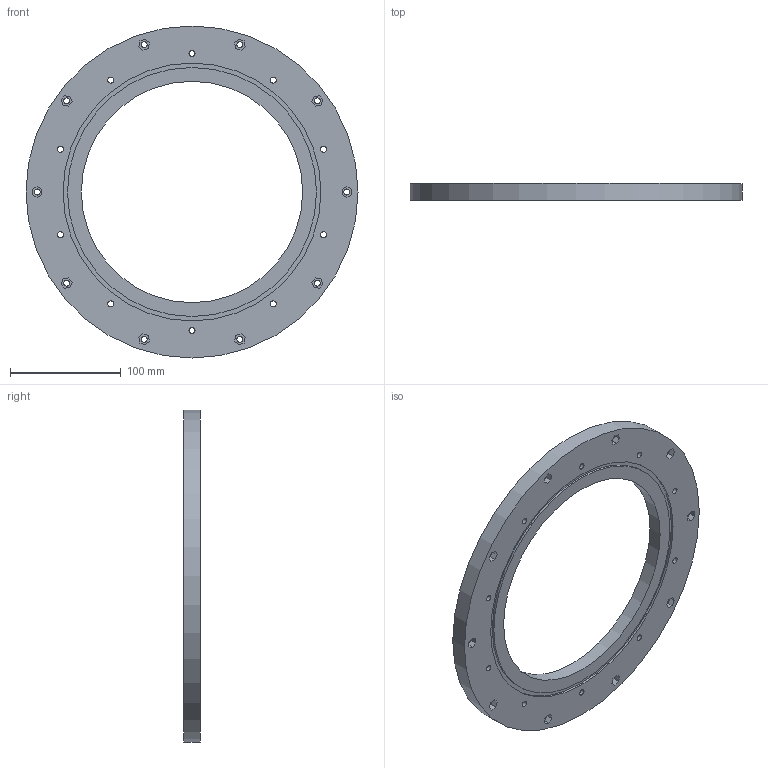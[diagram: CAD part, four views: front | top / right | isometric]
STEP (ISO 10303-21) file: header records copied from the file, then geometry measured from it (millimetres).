
FILE_DESCRIPTION(/* description */ (''),/* implementation_level */ '2;1');
FILE_NAME(/* name */ '300mm Housing 1.stp',/* time_stamp */ '2025-02-04T16:03:09-05:00',/* author */ ('mayhe'),/* organization */ (''),/* preprocessor_version */ 'ST-DEVELOPER v20',/* originating_system */ 'Autodesk Inventor 2025',/* authorisation */ '');
FILE_SCHEMA (('AUTOMOTIVE_DESIGN { 1 0 10303 214 3 1 1 }'));
Length unit declared in the file: millimetre
Products named in the file (1): 260mm Housing 1
Bounding box: 300 x 15 x 300 mm (x, y, z)
Volume: 533095.3 mm3; surface area: 114007.6 mm2
Topology: 1 solids, 1 shells, 133 faces, 348 edges, 232 vertices
Faces by surface type: plane 87, cylinder 46
Full cylindrical faces by diameter (mm): 5.5 x20, 10.475 x10, 200 x1, 225 x2, 233 x2, 300 x1
Entity records: 4241 total; most frequent: DIRECTION 728, CARTESIAN_POINT 714, ORIENTED_EDGE 696, EDGE_CURVE 348, AXIS2_PLACEMENT_3D 246, LINE 236, VECTOR 236, VERTEX_POINT 232
